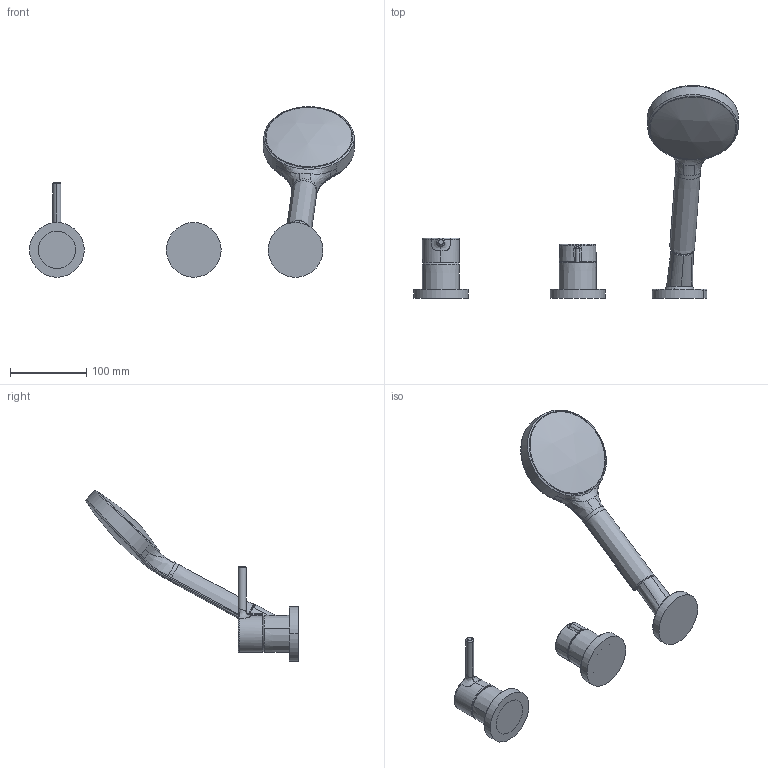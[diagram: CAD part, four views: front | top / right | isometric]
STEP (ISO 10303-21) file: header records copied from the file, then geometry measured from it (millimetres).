
FILE_DESCRIPTION (( 'STEP AP203' ), '1' );
FILE_NAME ('54709007(2022).STEP', '2021-12-31T09:24:05', ( '' ), ( '' ), 'SwSTEP 2.0', 'SolidWorks 2016', '' );
FILE_SCHEMA (( 'CONFIG_CONTROL_DESIGN' ));
Length unit declared in the file: millimetre
Products named in the file (1): 54709007(2022)
Bounding box: 427.4 x 279.63 x 224.36 mm (x, y, z)
Volume: 926194.4 mm3; surface area: 127073.4 mm2
Topology: 9 solids, 9 shells, 132 faces, 289 edges, 178 vertices
Faces by surface type: bspline 67, plane 22, cylinder 20, cone 9, torus 8, sphere 6
Entity records: 12216 total; most frequent: CARTESIAN_POINT 9648, ORIENTED_EDGE 576, DIRECTION 427, EDGE_CURVE 288, AXIS2_PLACEMENT_3D 194, VERTEX_POINT 178, EDGE_LOOP 136, FACE_OUTER_BOUND 132
